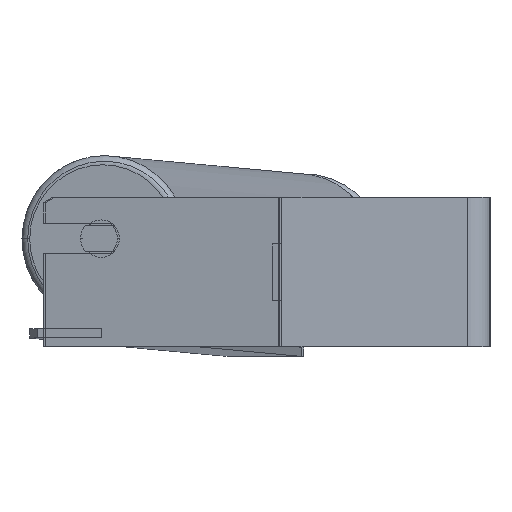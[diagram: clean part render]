
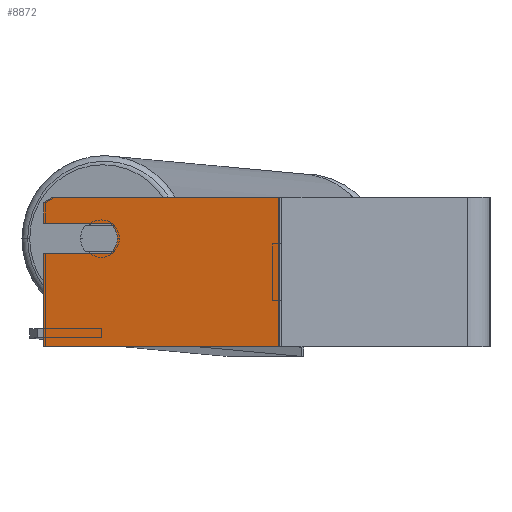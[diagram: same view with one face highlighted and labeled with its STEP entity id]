
A CAD part, left-side view. The second image highlights one B-rep face of the part: STEP entity #8872.
In plain terms, the highlighted planar face has unit normal (-0.985, 0.174, 0).
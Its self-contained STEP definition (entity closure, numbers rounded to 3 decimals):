
#2 = LINE ( 'NONE', #1525, #5863 ) ;
#219 = PLANE ( 'NONE',  #5436 ) ;
#263 = CIRCLE ( 'NONE', #2522, 10. ) ;
#289 = EDGE_CURVE ( 'NONE', #2822, #5084, #5067, .T. ) ;
#302 = VERTEX_POINT ( 'NONE', #5925 ) ;
#391 = CARTESIAN_POINT ( 'NONE',  ( -932.732, 238.516, 40. ) ) ;
#725 = EDGE_CURVE ( 'NONE', #7584, #4177, #2, .T. ) ;
#872 = CARTESIAN_POINT ( 'NONE',  ( -938.984, 203.063, 10. ) ) ;
#916 = CARTESIAN_POINT ( 'NONE',  ( -932.732, 238.516, -40. ) ) ;
#1299 = EDGE_CURVE ( 'NONE', #4177, #302, #4049, .T. ) ;
#1393 = CARTESIAN_POINT ( 'NONE',  ( -937.942, 208.972, 18. ) ) ;
#1461 = ORIENTED_EDGE ( 'NONE', *, *, #289, .T. ) ;
#1525 = CARTESIAN_POINT ( 'NONE',  ( -938.984, 203.063, 10. ) ) ;
#1543 = ORIENTED_EDGE ( 'NONE', *, *, #1299, .F. ) ;
#1550 = DIRECTION ( 'NONE',  ( 0.15, 0.853, -0.5 ) ) ;
#1691 = FACE_OUTER_BOUND ( 'NONE', #6858, .T. ) ;
#1705 = CARTESIAN_POINT ( 'NONE',  ( -932.732, 238.516, 37.113 ) ) ;
#1729 = DIRECTION ( 'NONE',  ( 0.985, -0.174, 0. ) ) ;
#1745 = CARTESIAN_POINT ( 'NONE',  ( -932.732, 238.516, 26. ) ) ;
#1865 = DIRECTION ( 'NONE',  ( 0.174, 0.985, 0. ) ) ;
#1939 = ORIENTED_EDGE ( 'NONE', *, *, #5638, .F. ) ;
#2006 = ORIENTED_EDGE ( 'NONE', *, *, #7563, .T. ) ;
#2477 = CARTESIAN_POINT ( 'NONE',  ( -932.732, 238.516, -40. ) ) ;
#2522 = AXIS2_PLACEMENT_3D ( 'NONE', #1393, #6503, #7271 ) ;
#2769 = CARTESIAN_POINT ( 'NONE',  ( -932.732, 238.516, 40. ) ) ;
#2822 = VERTEX_POINT ( 'NONE', #2477 ) ;
#3011 = VECTOR ( 'NONE', #5854, 1000. ) ;
#3201 = DIRECTION ( 'NONE',  ( 0., 0., -1. ) ) ;
#3414 = DIRECTION ( 'NONE',  ( -0.985, 0.174, 0. ) ) ;
#3461 = VECTOR ( 'NONE', #3201, 1000. ) ;
#3473 = VECTOR ( 'NONE', #7132, 1000. ) ;
#3644 = DIRECTION ( 'NONE',  ( -0.174, -0.985, 0. ) ) ;
#3853 = EDGE_CURVE ( 'NONE', #6561, #7042, #8623, .T. ) ;
#3918 = VERTEX_POINT ( 'NONE', #4709 ) ;
#3974 = EDGE_CURVE ( 'NONE', #7584, #2822, #5953, .T. ) ;
#4049 = CIRCLE ( 'NONE', #8003, 10. ) ;
#4177 = VERTEX_POINT ( 'NONE', #872 ) ;
#4350 = VECTOR ( 'NONE', #1550, 1000. ) ;
#4520 = DIRECTION ( 'NONE',  ( 0., 0., -1. ) ) ;
#4709 = CARTESIAN_POINT ( 'NONE',  ( -954.818, 113.264, 40. ) ) ;
#4730 = CARTESIAN_POINT ( 'NONE',  ( -933.601, 233.592, 40. ) ) ;
#5066 = ORIENTED_EDGE ( 'NONE', *, *, #7444, .F. ) ;
#5067 = LINE ( 'NONE', #916, #7666 ) ;
#5084 = VERTEX_POINT ( 'NONE', #8282 ) ;
#5436 = AXIS2_PLACEMENT_3D ( 'NONE', #391, #1729, #1865 ) ;
#5611 = LINE ( 'NONE', #7078, #3473 ) ;
#5638 = EDGE_CURVE ( 'NONE', #302, #6561, #263, .T. ) ;
#5659 = DIRECTION ( 'NONE',  ( -0.174, -0.985, 0. ) ) ;
#5784 = DIRECTION ( 'NONE',  ( -0.174, -0.985, 0. ) ) ;
#5798 = CARTESIAN_POINT ( 'NONE',  ( -938.984, 203.063, 26. ) ) ;
#5854 = DIRECTION ( 'NONE',  ( 0.174, 0.985, 0. ) ) ;
#5863 = VECTOR ( 'NONE', #3644, 1000. ) ;
#5890 = ORIENTED_EDGE ( 'NONE', *, *, #3974, .T. ) ;
#5925 = CARTESIAN_POINT ( 'NONE',  ( -939.678, 199.124, 18. ) ) ;
#5953 = LINE ( 'NONE', #6755, #3461 ) ;
#6503 = DIRECTION ( 'NONE',  ( -0.985, 0.174, 0. ) ) ;
#6561 = VERTEX_POINT ( 'NONE', #5798 ) ;
#6571 = CARTESIAN_POINT ( 'NONE',  ( -938.984, 203.063, 26. ) ) ;
#6609 = CARTESIAN_POINT ( 'NONE',  ( -932.732, 238.516, 37.113 ) ) ;
#6642 = VERTEX_POINT ( 'NONE', #4730 ) ;
#6650 = EDGE_CURVE ( 'NONE', #6933, #7042, #7634, .T. ) ;
#6729 = DIRECTION ( 'NONE',  ( -0.174, -0.985, 0. ) ) ;
#6755 = CARTESIAN_POINT ( 'NONE',  ( -932.732, 238.516, 40. ) ) ;
#6858 = EDGE_LOOP ( 'NONE', ( #5066, #2006, #7412, #8681, #1939, #1543, #7907, #5890, #1461, #8526 ) ) ;
#6875 = CARTESIAN_POINT ( 'NONE',  ( -932.732, 238.516, 40. ) ) ;
#6933 = VERTEX_POINT ( 'NONE', #1705 ) ;
#7042 = VERTEX_POINT ( 'NONE', #1745 ) ;
#7078 = CARTESIAN_POINT ( 'NONE',  ( -954.818, 113.264, 40. ) ) ;
#7132 = DIRECTION ( 'NONE',  ( 0., 0., -1. ) ) ;
#7228 = VECTOR ( 'NONE', #5659, 1000. ) ;
#7271 = DIRECTION ( 'NONE',  ( -0.174, -0.985, 0. ) ) ;
#7412 = ORIENTED_EDGE ( 'NONE', *, *, #6650, .T. ) ;
#7444 = EDGE_CURVE ( 'NONE', #6642, #3918, #9274, .T. ) ;
#7563 = EDGE_CURVE ( 'NONE', #6642, #6933, #7988, .T. ) ;
#7584 = VERTEX_POINT ( 'NONE', #7903 ) ;
#7634 = LINE ( 'NONE', #6875, #8610 ) ;
#7666 = VECTOR ( 'NONE', #6729, 1000. ) ;
#7828 = CARTESIAN_POINT ( 'NONE',  ( -937.942, 208.972, 18. ) ) ;
#7903 = CARTESIAN_POINT ( 'NONE',  ( -932.732, 238.516, 10. ) ) ;
#7907 = ORIENTED_EDGE ( 'NONE', *, *, #725, .F. ) ;
#7988 = LINE ( 'NONE', #6609, #4350 ) ;
#8003 = AXIS2_PLACEMENT_3D ( 'NONE', #7828, #3414, #5784 ) ;
#8282 = CARTESIAN_POINT ( 'NONE',  ( -954.818, 113.264, -40. ) ) ;
#8526 = ORIENTED_EDGE ( 'NONE', *, *, #9007, .F. ) ;
#8610 = VECTOR ( 'NONE', #4520, 1000. ) ;
#8623 = LINE ( 'NONE', #6571, #3011 ) ;
#8681 = ORIENTED_EDGE ( 'NONE', *, *, #3853, .F. ) ;
#8872 = ADVANCED_FACE ( 'NONE', ( #1691 ), #219, .F. ) ;
#9007 = EDGE_CURVE ( 'NONE', #3918, #5084, #5611, .T. ) ;
#9274 = LINE ( 'NONE', #2769, #7228 ) ;
